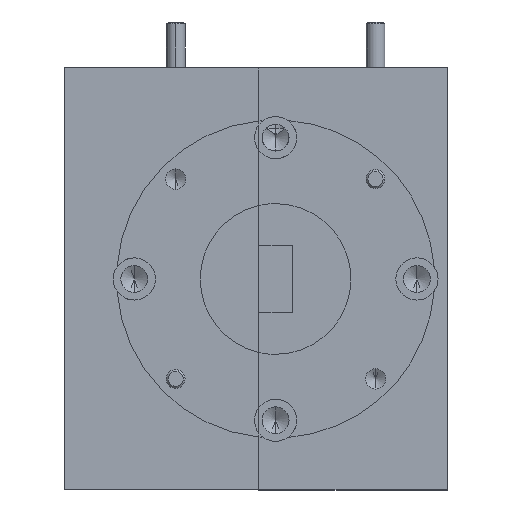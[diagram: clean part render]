
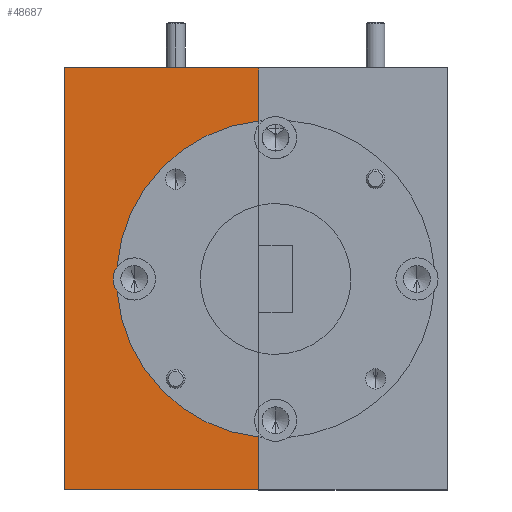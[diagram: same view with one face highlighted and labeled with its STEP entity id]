
A CAD part, left-side view. The second image highlights one B-rep face of the part: STEP entity #48687.
In plain terms, the highlighted planar face has unit normal (-1, 0, 0).
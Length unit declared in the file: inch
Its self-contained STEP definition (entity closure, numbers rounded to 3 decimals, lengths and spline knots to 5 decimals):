
#511 = VECTOR ( 'NONE', #43244, 39.37008 ) ;
#942 = VERTEX_POINT ( 'NONE', #41414 ) ;
#1523 = DIRECTION ( 'NONE',  ( 0., 0., -1. ) ) ;
#1936 = VECTOR ( 'NONE', #37682, 39.37008 ) ;
#3264 = VERTEX_POINT ( 'NONE', #38826 ) ;
#3591 = ORIENTED_EDGE ( 'NONE', *, *, #4910, .F. ) ;
#3937 = VERTEX_POINT ( 'NONE', #50289 ) ;
#4910 = EDGE_CURVE ( 'NONE', #942, #6433, #43567, .T. ) ;
#5553 = EDGE_CURVE ( 'NONE', #29163, #53829, #18831, .T. ) ;
#5710 = CARTESIAN_POINT ( 'NONE',  ( 1.12749, 0.29821, 1.96705 ) ) ;
#6093 = EDGE_CURVE ( 'NONE', #3264, #3937, #10029, .T. ) ;
#6433 = VERTEX_POINT ( 'NONE', #32955 ) ;
#7483 = DIRECTION ( 'NONE',  ( -1., 0., 0. ) ) ;
#9719 = DIRECTION ( 'NONE',  ( -1., 0., 0. ) ) ;
#10029 = LINE ( 'NONE', #13506, #41353 ) ;
#11004 = EDGE_CURVE ( 'NONE', #25781, #24910, #14042, .T. ) ;
#12333 = CARTESIAN_POINT ( 'NONE',  ( 1.12749, 0.82416, 1.92671 ) ) ;
#12647 = EDGE_LOOP ( 'NONE', ( #40870, #48146, #45244, #18814, #3591, #26767, #55526, #30133 ) ) ;
#12895 = LINE ( 'NONE', #42086, #1936 ) ;
#13506 = CARTESIAN_POINT ( 'NONE',  ( 1.12749, 0.35421, 2.66705 ) ) ;
#13722 = CIRCLE ( 'NONE', #18842, 0.5275 ) ;
#14042 = CIRCLE ( 'NONE', #50999, 0.07 ) ;
#14248 = EDGE_CURVE ( 'NONE', #24910, #3264, #13722, .T. ) ;
#18380 = PLANE ( 'NONE',  #55584 ) ;
#18602 = DIRECTION ( 'NONE',  ( 0., 0., -1. ) ) ;
#18631 = CARTESIAN_POINT ( 'NONE',  ( 1.12749, 0.99821, 2.66705 ) ) ;
#18814 = ORIENTED_EDGE ( 'NONE', *, *, #22799, .F. ) ;
#18831 = LINE ( 'NONE', #54414, #33068 ) ;
#18842 = AXIS2_PLACEMENT_3D ( 'NONE', #5710, #9719, #49332 ) ;
#20922 = LINE ( 'NONE', #52206, #511 ) ;
#22799 = EDGE_CURVE ( 'NONE', #6433, #25781, #45981, .T. ) ;
#24910 = VERTEX_POINT ( 'NONE', #12333 ) ;
#25203 = DIRECTION ( 'NONE',  ( 0., 0., 1. ) ) ;
#25338 = EDGE_CURVE ( 'NONE', #3937, #53829, #12895, .T. ) ;
#25781 = VERTEX_POINT ( 'NONE', #53848 ) ;
#26767 = ORIENTED_EDGE ( 'NONE', *, *, #41343, .T. ) ;
#28056 = CARTESIAN_POINT ( 'NONE',  ( 1.12749, 0.35421, 2.66705 ) ) ;
#29163 = VERTEX_POINT ( 'NONE', #18631 ) ;
#30133 = ORIENTED_EDGE ( 'NONE', *, *, #25338, .F. ) ;
#30688 = DIRECTION ( 'NONE',  ( -1., 0., 0. ) ) ;
#30878 = CARTESIAN_POINT ( 'NONE',  ( 1.12749, 0.76696, 1.96705 ) ) ;
#31110 = DIRECTION ( 'NONE',  ( 1., 0., 0. ) ) ;
#31946 = VECTOR ( 'NONE', #18602, 39.37008 ) ;
#32955 = CARTESIAN_POINT ( 'NONE',  ( 1.12749, 0.35421, 2.49157 ) ) ;
#33068 = VECTOR ( 'NONE', #1523, 39.37008 ) ;
#33507 = CARTESIAN_POINT ( 'NONE',  ( 1.12749, 0.29821, 1.96705 ) ) ;
#35377 = FACE_OUTER_BOUND ( 'NONE', #12647, .T. ) ;
#35439 = CARTESIAN_POINT ( 'NONE',  ( 1.12749, 0.35421, 2.66705 ) ) ;
#35637 = DIRECTION ( 'NONE',  ( 0., 0., 1. ) ) ;
#36010 = AXIS2_PLACEMENT_3D ( 'NONE', #33507, #7483, #25203 ) ;
#37682 = DIRECTION ( 'NONE',  ( 0., 1., 0. ) ) ;
#38826 = CARTESIAN_POINT ( 'NONE',  ( 1.12749, 0.35421, 1.44253 ) ) ;
#40643 = DIRECTION ( 'NONE',  ( 0., 0., -1. ) ) ;
#40870 = ORIENTED_EDGE ( 'NONE', *, *, #6093, .F. ) ;
#41343 = EDGE_CURVE ( 'NONE', #942, #29163, #20922, .T. ) ;
#41353 = VECTOR ( 'NONE', #40643, 39.37008 ) ;
#41414 = CARTESIAN_POINT ( 'NONE',  ( 1.12749, 0.35421, 2.66705 ) ) ;
#42086 = CARTESIAN_POINT ( 'NONE',  ( 1.12749, 0.35421, 1.26705 ) ) ;
#43244 = DIRECTION ( 'NONE',  ( 0., 1., 0. ) ) ;
#43567 = LINE ( 'NONE', #28056, #31946 ) ;
#43823 = DIRECTION ( 'NONE',  ( 0., 0., 1. ) ) ;
#45244 = ORIENTED_EDGE ( 'NONE', *, *, #11004, .F. ) ;
#45981 = CIRCLE ( 'NONE', #36010, 0.5275 ) ;
#47924 = CARTESIAN_POINT ( 'NONE',  ( 1.12749, 0.99821, 1.26705 ) ) ;
#48146 = ORIENTED_EDGE ( 'NONE', *, *, #14248, .F. ) ;
#48687 = ADVANCED_FACE ( 'NONE', ( #35377 ), #18380, .F. ) ;
#49332 = DIRECTION ( 'NONE',  ( 0., 0., 1. ) ) ;
#50289 = CARTESIAN_POINT ( 'NONE',  ( 1.12749, 0.35421, 1.26705 ) ) ;
#50999 = AXIS2_PLACEMENT_3D ( 'NONE', #30878, #30688, #43823 ) ;
#52206 = CARTESIAN_POINT ( 'NONE',  ( 1.12749, 0.35421, 2.66705 ) ) ;
#53829 = VERTEX_POINT ( 'NONE', #47924 ) ;
#53848 = CARTESIAN_POINT ( 'NONE',  ( 1.12749, 0.82416, 2.00739 ) ) ;
#54414 = CARTESIAN_POINT ( 'NONE',  ( 1.12749, 0.99821, 2.66705 ) ) ;
#55526 = ORIENTED_EDGE ( 'NONE', *, *, #5553, .T. ) ;
#55584 = AXIS2_PLACEMENT_3D ( 'NONE', #35439, #31110, #35637 ) ;
